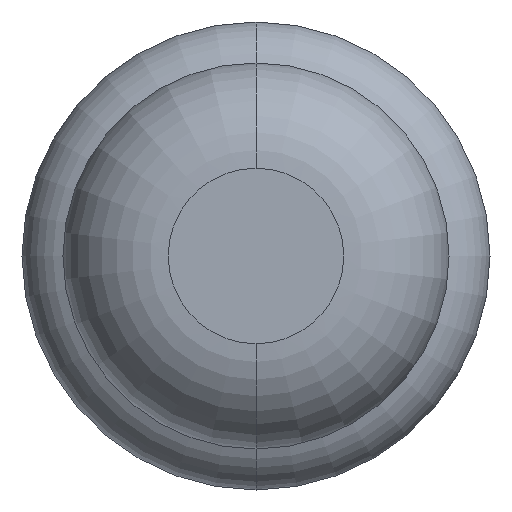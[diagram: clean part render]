
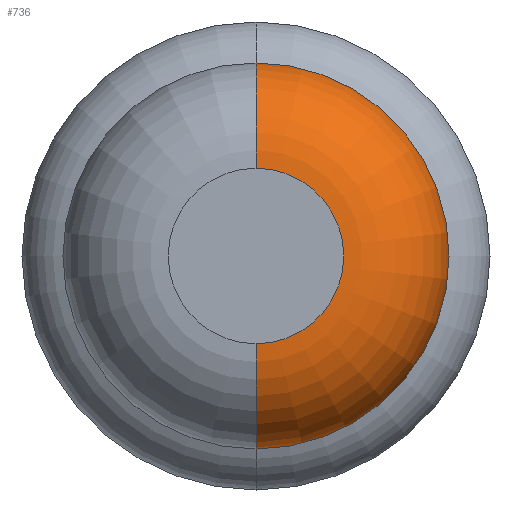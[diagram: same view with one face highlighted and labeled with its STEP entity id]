
A CAD part, front view. The second image highlights one B-rep face of the part: STEP entity #736.
In plain terms, the highlighted toroidal (fillet/blend) face has major radius 0.375 mm and minor radius 0.45 mm.
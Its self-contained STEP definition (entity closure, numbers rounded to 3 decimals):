
#55 = DIRECTION ( 'NONE',  ( 0., 0., 1. ) ) ;
#59 = VERTEX_POINT ( 'NONE', #2268 ) ;
#103 = CARTESIAN_POINT ( 'NONE',  ( 0., -26.95, 0.825 ) ) ;
#111 = CIRCLE ( 'NONE', #3054, 0.375 ) ;
#162 = DIRECTION ( 'NONE',  ( 0., 0., 1. ) ) ;
#429 = DIRECTION ( 'NONE',  ( 0., 0., 1. ) ) ;
#476 = CIRCLE ( 'NONE', #911, 0.45 ) ;
#516 = FACE_OUTER_BOUND ( 'NONE', #3083, .T. ) ;
#681 = CARTESIAN_POINT ( 'NONE',  ( 0., -26.95, -0.375 ) ) ;
#731 = CIRCLE ( 'NONE', #2201, 0.45 ) ;
#736 = ADVANCED_FACE ( 'Defeature ausgef�hrt1_5', ( #516 ), #3040, .T. ) ;
#850 = EDGE_CURVE ( 'NONE', #897, #3058, #476, .T. ) ;
#882 = DIRECTION ( 'NONE',  ( 0., 1., 0. ) ) ;
#897 = VERTEX_POINT ( 'NONE', #1692 ) ;
#898 = EDGE_CURVE ( 'Defeature ausgef�hrt1_6+Defeature ausgef�hrt1_5+Defeature ausgef�hrt1_5+Defeature ausgef�hrt1_5', #3058, #59, #2610, .T. ) ;
#911 = AXIS2_PLACEMENT_3D ( 'NONE', #2661, #1402, #3176 ) ;
#1260 = CARTESIAN_POINT ( 'NONE',  ( 0., -27.4, -0.375 ) ) ;
#1364 = CARTESIAN_POINT ( 'NONE',  ( 0., -26.95, 0. ) ) ;
#1402 = DIRECTION ( 'NONE',  ( -1., 0., 0. ) ) ;
#1424 = ORIENTED_EDGE ( 'NONE', *, *, #2578, .T. ) ;
#1539 = CARTESIAN_POINT ( 'NONE',  ( 0., -27.4, 0. ) ) ;
#1692 = CARTESIAN_POINT ( 'NONE',  ( 0., -27.4, 0.375 ) ) ;
#1755 = AXIS2_PLACEMENT_3D ( 'NONE', #2424, #1935, #429 ) ;
#1837 = VERTEX_POINT ( 'NONE', #1260 ) ;
#1935 = DIRECTION ( 'NONE',  ( 0., 1., 0. ) ) ;
#1945 = DIRECTION ( 'NONE',  ( 0., 0., -1. ) ) ;
#2017 = ORIENTED_EDGE ( 'NONE', *, *, #2917, .T. ) ;
#2201 = AXIS2_PLACEMENT_3D ( 'NONE', #681, #2433, #1945 ) ;
#2268 = CARTESIAN_POINT ( 'NONE',  ( 0., -26.95, -0.825 ) ) ;
#2424 = CARTESIAN_POINT ( 'NONE',  ( 0., -26.95, 0. ) ) ;
#2433 = DIRECTION ( 'NONE',  ( 1., 0., 0. ) ) ;
#2578 = EDGE_CURVE ( 'NONE', #1837, #59, #731, .T. ) ;
#2603 = AXIS2_PLACEMENT_3D ( 'NONE', #1364, #882, #162 ) ;
#2610 = CIRCLE ( 'NONE', #1755, 0.825 ) ;
#2661 = CARTESIAN_POINT ( 'NONE',  ( 0., -26.95, 0.375 ) ) ;
#2843 = DIRECTION ( 'NONE',  ( 0., 1., 0. ) ) ;
#2856 = ORIENTED_EDGE ( 'NONE', *, *, #898, .F. ) ;
#2917 = EDGE_CURVE ( 'Defeature ausgef�hrt1_5+Defeature ausgef�hrt1_4+Defeature ausgef�hrt1_4+Defeature ausgef�hrt1_4', #897, #1837, #111, .T. ) ;
#3040 = TOROIDAL_SURFACE ( 'NONE', #2603, 0.375, 0.45 ) ;
#3054 = AXIS2_PLACEMENT_3D ( 'NONE', #1539, #2843, #55 ) ;
#3058 = VERTEX_POINT ( 'NONE', #103 ) ;
#3083 = EDGE_LOOP ( 'NONE', ( #2017, #1424, #2856, #3242 ) ) ;
#3176 = DIRECTION ( 'NONE',  ( 0., 0., 1. ) ) ;
#3242 = ORIENTED_EDGE ( 'NONE', *, *, #850, .F. ) ;
